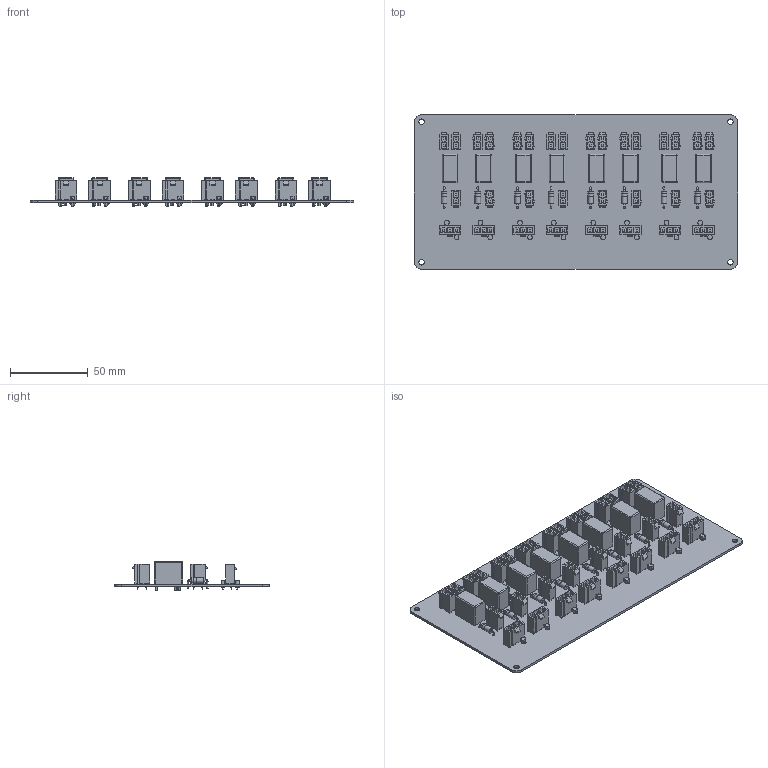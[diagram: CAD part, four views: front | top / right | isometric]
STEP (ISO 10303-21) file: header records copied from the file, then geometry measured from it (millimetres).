
FILE_DESCRIPTION(('KiCad electronic assembly'),'2;1');
FILE_NAME('Relay-Module.step','2021-08-28T07:51:03',('An Author'),( 'A Company'),'Open CASCADE STEP processor 6.9', 'KiCad to STEP converter','Unknown');
FILE_SCHEMA(('AUTOMOTIVE_DESIGN { 1 0 10303 214 1 1 1 1 }'));
Length unit declared in the file: millimetre
Products named in the file (10): Open CASCADE STEP translator 6.9 1; 0039301039; SOLID; 0039281023_stp; T77S1D3-05; D_DO-15_P12.70mm_Horizontal; COMPOUND
Assembly tree (53 placements, depth 3):
  Open CASCADE STEP translator 6.9 1
    0039301039  x8
      SOLID
    0039281023_stp  x24
      SOLID
    T77S1D3-05  x8
      SOLID
    D_DO-15_P12.70mm_Horizontal  x8
      SOLID
    COMPOUND
Bounding box: 207.26 x 99.31 x 18.54 mm (x, y, z)
Volume: 70501.9 mm3; surface area: 84428.8 mm2
Topology: 49 solids, 49 shells, 3662 faces, 9564 edges, 6264 vertices
Faces by surface type: plane 3046, cylinder 536, cone 32, sphere 32, torus 16
Full cylindrical faces by diameter (mm): 0.9 x32, 1.2 x16, 1.295 x64, 1.397 x72, 2.997 x16, 3.505 x4, 3.6 x16, 3.62 x8
Entity records: 32189 total; most frequent: CARTESIAN_POINT 6593, DIRECTION 4763, LINE 2677, VECTOR 2677, ORIENTED_EDGE 2340, PCURVE 2340, DEFINITIONAL_REPRESENTATION 2340, EDGE_CURVE 1170
